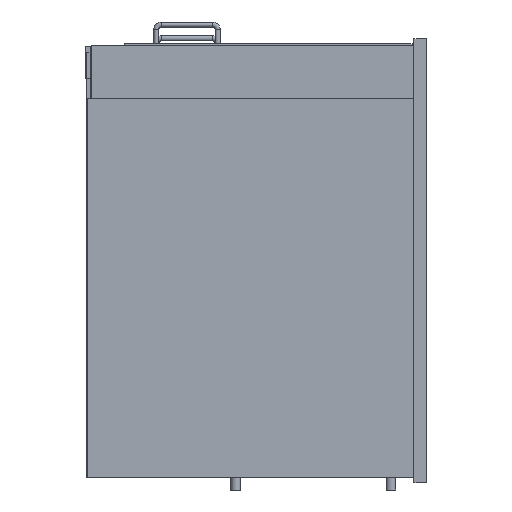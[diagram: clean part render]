
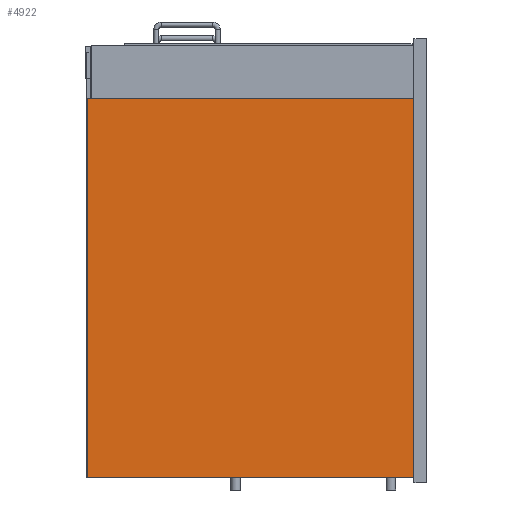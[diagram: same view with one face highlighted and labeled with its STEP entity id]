
A CAD part, left-side view. The second image highlights one B-rep face of the part: STEP entity #4922.
In plain terms, the highlighted planar face has unit normal (-1, 0, 0).
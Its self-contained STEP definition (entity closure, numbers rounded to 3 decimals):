
#408=FACE_OUTER_BOUND('',#711,.T.);
#711=EDGE_LOOP('',(#3727,#3728,#3729,#3730));
#1135=LINE('',#7613,#1689);
#1139=LINE('',#7621,#1693);
#1142=LINE('',#7627,#1696);
#1145=LINE('',#7632,#1699);
#1689=VECTOR('',#6145,10.);
#1693=VECTOR('',#6151,10.);
#1696=VECTOR('',#6156,10.);
#1699=VECTOR('',#6161,10.);
#2189=VERTEX_POINT('',#7611);
#2190=VERTEX_POINT('',#7612);
#2193=VERTEX_POINT('',#7620);
#2195=VERTEX_POINT('',#7626);
#2749=EDGE_CURVE('',#2189,#2190,#1135,.T.);
#2753=EDGE_CURVE('',#2190,#2193,#1139,.T.);
#2756=EDGE_CURVE('',#2193,#2195,#1142,.T.);
#2759=EDGE_CURVE('',#2195,#2189,#1145,.T.);
#3727=ORIENTED_EDGE('',*,*,#2759,.T.);
#3728=ORIENTED_EDGE('',*,*,#2749,.T.);
#3729=ORIENTED_EDGE('',*,*,#2753,.T.);
#3730=ORIENTED_EDGE('',*,*,#2756,.T.);
#4655=PLANE('',#5320);
#4922=ADVANCED_FACE('',(#408),#4655,.T.);
#5320=AXIS2_PLACEMENT_3D('',#7634,#6163,#6164);
#6145=DIRECTION('',(0.,0.,1.));
#6151=DIRECTION('',(0.,1.,0.));
#6156=DIRECTION('',(0.,0.,-1.));
#6161=DIRECTION('',(0.,-1.,0.));
#6163=DIRECTION('center_axis',(-1.,0.,0.));
#6164=DIRECTION('ref_axis',(0.,0.,1.));
#7611=CARTESIAN_POINT('',(-718.,0.,-338.5));
#7612=CARTESIAN_POINT('',(-718.,0.,254.5));
#7613=CARTESIAN_POINT('',(-718.,0.,-347.5));
#7620=CARTESIAN_POINT('',(-718.,510.,254.5));
#7621=CARTESIAN_POINT('',(-718.,0.,254.5));
#7626=CARTESIAN_POINT('',(-718.,510.,-338.5));
#7627=CARTESIAN_POINT('',(-718.,510.,254.5));
#7632=CARTESIAN_POINT('',(-718.,510.,-338.5));
#7634=CARTESIAN_POINT('Origin',(-718.,255.,-42.));
